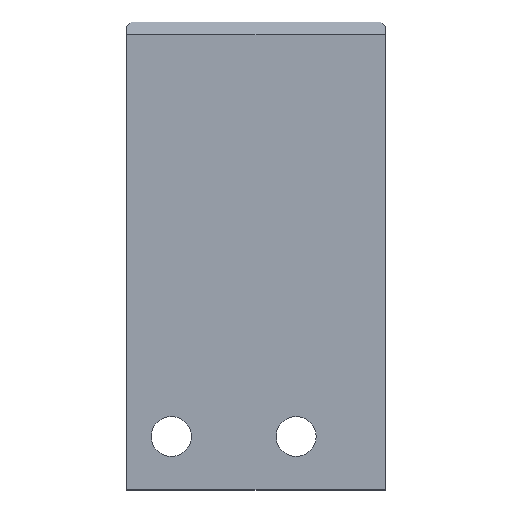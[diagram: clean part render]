
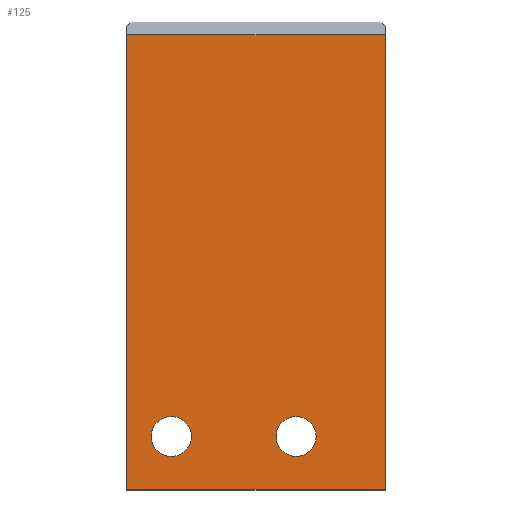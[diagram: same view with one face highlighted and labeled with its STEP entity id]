
A CAD part, top view. The second image highlights one B-rep face of the part: STEP entity #125.
In plain terms, the highlighted planar face has unit normal (0, 0, 1).
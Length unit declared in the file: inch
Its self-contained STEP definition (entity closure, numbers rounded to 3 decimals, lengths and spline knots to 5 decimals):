
#3 = VERTEX_POINT ( 'NONE', #354 ) ;
#8 = VECTOR ( 'NONE', #447, 39.37008 ) ;
#24 = DIRECTION ( 'NONE',  ( 0., 0., 1. ) ) ;
#30 = CIRCLE ( 'NONE', #440, 0.1405 ) ;
#63 = VERTEX_POINT ( 'NONE', #88 ) ;
#66 = ORIENTED_EDGE ( 'NONE', *, *, #434, .T. ) ;
#67 = EDGE_CURVE ( 'NONE', #98, #288, #157, .T. ) ;
#74 = VECTOR ( 'NONE', #403, 39.37008 ) ;
#76 = ORIENTED_EDGE ( 'NONE', *, *, #92, .F. ) ;
#80 = DIRECTION ( 'NONE',  ( -1., 0., 0. ) ) ;
#83 = DIRECTION ( 'NONE',  ( 0., 0., -1. ) ) ;
#86 = CARTESIAN_POINT ( 'NONE',  ( 1.1875, 0.375, 0.033 ) ) ;
#88 = CARTESIAN_POINT ( 'NONE',  ( 1.328, 0.375, 0.033 ) ) ;
#92 = EDGE_CURVE ( 'NONE', #322, #3, #190, .T. ) ;
#98 = VERTEX_POINT ( 'NONE', #361 ) ;
#101 = AXIS2_PLACEMENT_3D ( 'NONE', #120, #114, #258 ) ;
#102 = CARTESIAN_POINT ( 'NONE',  ( 0.3125, 0.375, 0.033 ) ) ;
#104 = VERTEX_POINT ( 'NONE', #327 ) ;
#109 = ORIENTED_EDGE ( 'NONE', *, *, #233, .F. ) ;
#113 = AXIS2_PLACEMENT_3D ( 'NONE', #399, #83, #80 ) ;
#114 = DIRECTION ( 'NONE',  ( 0., 0., 1. ) ) ;
#115 = PLANE ( 'NONE',  #113 ) ;
#120 = CARTESIAN_POINT ( 'NONE',  ( 0.3125, 0.375, 0.033 ) ) ;
#125 = ADVANCED_FACE ( 'NONE', ( #437, #195, #151 ), #115, .F. ) ;
#132 = CARTESIAN_POINT ( 'NONE',  ( 0., 0., 0.033 ) ) ;
#136 = CARTESIAN_POINT ( 'NONE',  ( 0., 3.19058, 0.033 ) ) ;
#147 = ORIENTED_EDGE ( 'NONE', *, *, #259, .T. ) ;
#148 = EDGE_LOOP ( 'NONE', ( #206, #76 ) ) ;
#151 = FACE_OUTER_BOUND ( 'NONE', #218, .T. ) ;
#154 = CARTESIAN_POINT ( 'NONE',  ( 1.1875, 0.375, 0.033 ) ) ;
#157 = LINE ( 'NONE', #268, #297 ) ;
#163 = CARTESIAN_POINT ( 'NONE',  ( 1.8125, 0., 0.033 ) ) ;
#179 = EDGE_CURVE ( 'NONE', #63, #415, #335, .T. ) ;
#190 = CIRCLE ( 'NONE', #101, 0.1405 ) ;
#195 = FACE_BOUND ( 'NONE', #148, .T. ) ;
#196 = CARTESIAN_POINT ( 'NONE',  ( 1.8125, 3.19058, 0.033 ) ) ;
#206 = ORIENTED_EDGE ( 'NONE', *, *, #324, .F. ) ;
#218 = EDGE_LOOP ( 'NONE', ( #66, #109, #147, #421 ) ) ;
#227 = AXIS2_PLACEMENT_3D ( 'NONE', #154, #296, #443 ) ;
#233 = EDGE_CURVE ( 'NONE', #104, #451, #347, .T. ) ;
#234 = DIRECTION ( 'NONE',  ( 1., 0., 0. ) ) ;
#236 = CARTESIAN_POINT ( 'NONE',  ( 1.047, 0.375, 0.033 ) ) ;
#238 = ORIENTED_EDGE ( 'NONE', *, *, #395, .F. ) ;
#242 = DIRECTION ( 'NONE',  ( 0., -1., 0. ) ) ;
#258 = DIRECTION ( 'NONE',  ( 1., 0., 0. ) ) ;
#259 = EDGE_CURVE ( 'NONE', #104, #98, #277, .T. ) ;
#266 = CARTESIAN_POINT ( 'NONE',  ( 1.8125, 0., 0.033 ) ) ;
#268 = CARTESIAN_POINT ( 'NONE',  ( 0., 0., 0.033 ) ) ;
#272 = DIRECTION ( 'NONE',  ( 1., 0., 0. ) ) ;
#277 = LINE ( 'NONE', #132, #412 ) ;
#288 = VERTEX_POINT ( 'NONE', #163 ) ;
#295 = LINE ( 'NONE', #266, #74 ) ;
#296 = DIRECTION ( 'NONE',  ( 0., 0., 1. ) ) ;
#297 = VECTOR ( 'NONE', #234, 39.37008 ) ;
#307 = ORIENTED_EDGE ( 'NONE', *, *, #179, .F. ) ;
#322 = VERTEX_POINT ( 'NONE', #375 ) ;
#324 = EDGE_CURVE ( 'NONE', #3, #322, #30, .T. ) ;
#325 = EDGE_LOOP ( 'NONE', ( #307, #238 ) ) ;
#327 = CARTESIAN_POINT ( 'NONE',  ( 0., 3.19058, 0.033 ) ) ;
#333 = AXIS2_PLACEMENT_3D ( 'NONE', #86, #24, #374 ) ;
#335 = CIRCLE ( 'NONE', #227, 0.1405 ) ;
#347 = LINE ( 'NONE', #136, #8 ) ;
#354 = CARTESIAN_POINT ( 'NONE',  ( 0.453, 0.375, 0.033 ) ) ;
#361 = CARTESIAN_POINT ( 'NONE',  ( 0., 0., 0.033 ) ) ;
#365 = CIRCLE ( 'NONE', #333, 0.1405 ) ;
#374 = DIRECTION ( 'NONE',  ( 1., 0., 0. ) ) ;
#375 = CARTESIAN_POINT ( 'NONE',  ( 0.172, 0.375, 0.033 ) ) ;
#384 = DIRECTION ( 'NONE',  ( 0., 0., 1. ) ) ;
#395 = EDGE_CURVE ( 'NONE', #415, #63, #365, .T. ) ;
#399 = CARTESIAN_POINT ( 'NONE',  ( 0., 3.28125, 0.033 ) ) ;
#403 = DIRECTION ( 'NONE',  ( 0., 1., 0. ) ) ;
#412 = VECTOR ( 'NONE', #242, 39.37008 ) ;
#415 = VERTEX_POINT ( 'NONE', #236 ) ;
#421 = ORIENTED_EDGE ( 'NONE', *, *, #67, .T. ) ;
#434 = EDGE_CURVE ( 'NONE', #288, #451, #295, .T. ) ;
#437 = FACE_BOUND ( 'NONE', #325, .T. ) ;
#440 = AXIS2_PLACEMENT_3D ( 'NONE', #102, #384, #272 ) ;
#443 = DIRECTION ( 'NONE',  ( 1., 0., 0. ) ) ;
#447 = DIRECTION ( 'NONE',  ( 1., 0., 0. ) ) ;
#451 = VERTEX_POINT ( 'NONE', #196 ) ;
